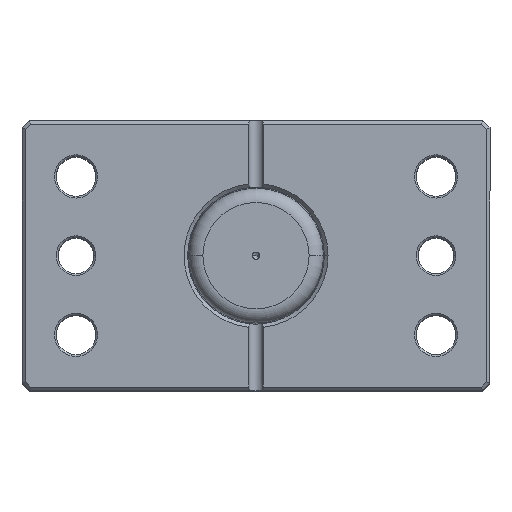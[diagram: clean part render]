
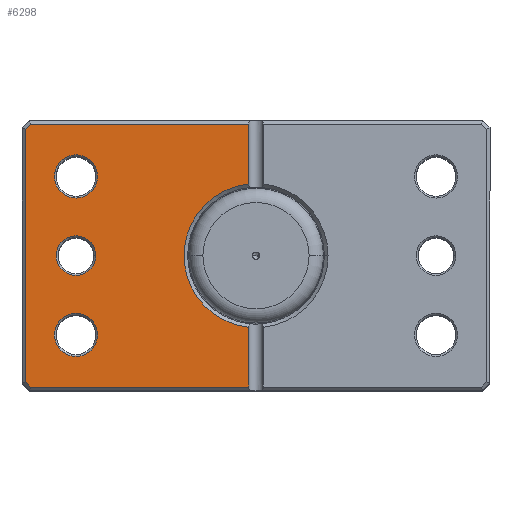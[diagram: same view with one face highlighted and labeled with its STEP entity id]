
A CAD part, top view. The second image highlights one B-rep face of the part: STEP entity #6298.
In plain terms, the highlighted face is planar.
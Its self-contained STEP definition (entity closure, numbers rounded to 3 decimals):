
#398 = LINE ( 'NONE', #5284, #4692 ) ;
#461 = DIRECTION ( 'NONE',  ( 0., 0., 1. ) ) ;
#523 = ORIENTED_EDGE ( 'NONE', *, *, #1204, .T. ) ;
#545 = LINE ( 'NONE', #4033, #3352 ) ;
#617 = ORIENTED_EDGE ( 'NONE', *, *, #1789, .T. ) ;
#687 = AXIS2_PLACEMENT_3D ( 'NONE', #2526, #5346, #6879 ) ;
#697 = AXIS2_PLACEMENT_3D ( 'NONE', #6523, #3224, #7036 ) ;
#796 = VERTEX_POINT ( 'NONE', #2090 ) ;
#834 = AXIS2_PLACEMENT_3D ( 'NONE', #3054, #2618, #2462 ) ;
#884 = EDGE_CURVE ( 'NONE', #6723, #4515, #3749, .T. ) ;
#940 = CARTESIAN_POINT ( 'NONE',  ( 50., 0., 0. ) ) ;
#973 = EDGE_CURVE ( 'NONE', #4849, #2808, #398, .T. ) ;
#1015 = VERTEX_POINT ( 'NONE', #2841 ) ;
#1022 = ORIENTED_EDGE ( 'NONE', *, *, #6363, .T. ) ;
#1085 = EDGE_CURVE ( 'NONE', #5693, #7092, #2502, .T. ) ;
#1159 = CARTESIAN_POINT ( 'NONE',  ( 62.586, 36.5, 0. ) ) ;
#1204 = EDGE_CURVE ( 'NONE', #3532, #5846, #1971, .T. ) ;
#1208 = ORIENTED_EDGE ( 'NONE', *, *, #6427, .T. ) ;
#1213 = VECTOR ( 'NONE', #2550, 1000. ) ;
#1246 = DIRECTION ( 'NONE',  ( 0.707, -0.707, 0. ) ) ;
#1277 = EDGE_LOOP ( 'NONE', ( #2316, #7014 ) ) ;
#1371 = PLANE ( 'NONE',  #6170 ) ;
#1504 = DIRECTION ( 'NONE',  ( 1., 0., 0. ) ) ;
#1505 = ORIENTED_EDGE ( 'NONE', *, *, #4256, .T. ) ;
#1532 = ORIENTED_EDGE ( 'NONE', *, *, #4123, .T. ) ;
#1577 = FACE_BOUND ( 'NONE', #5940, .T. ) ;
#1586 = AXIS2_PLACEMENT_3D ( 'NONE', #5513, #5210, #5103 ) ;
#1659 = ORIENTED_EDGE ( 'NONE', *, *, #3277, .T. ) ;
#1738 = CARTESIAN_POINT ( 'NONE',  ( 55.5, 0., 0. ) ) ;
#1746 = FACE_BOUND ( 'NONE', #2759, .T. ) ;
#1789 = EDGE_CURVE ( 'NONE', #3378, #5693, #3455, .T. ) ;
#1878 = CIRCLE ( 'NONE', #3551, 6. ) ;
#1930 = CARTESIAN_POINT ( 'NONE',  ( 0., 0., 0. ) ) ;
#1951 = VERTEX_POINT ( 'NONE', #5064 ) ;
#1971 = CIRCLE ( 'NONE', #687, 6. ) ;
#2041 = CARTESIAN_POINT ( 'NONE',  ( 44., -22., 0. ) ) ;
#2090 = CARTESIAN_POINT ( 'NONE',  ( 2., -36.5, 0. ) ) ;
#2188 = VECTOR ( 'NONE', #5891, 1000. ) ;
#2225 = CIRCLE ( 'NONE', #1586, 6. ) ;
#2300 = AXIS2_PLACEMENT_3D ( 'NONE', #940, #4853, #1504 ) ;
#2316 = ORIENTED_EDGE ( 'NONE', *, *, #2682, .T. ) ;
#2413 = CARTESIAN_POINT ( 'NONE',  ( 64., -35.086, 0. ) ) ;
#2462 = DIRECTION ( 'NONE',  ( 1., 0., 0. ) ) ;
#2502 = LINE ( 'NONE', #4045, #5474 ) ;
#2526 = CARTESIAN_POINT ( 'NONE',  ( 50., -22., 0. ) ) ;
#2550 = DIRECTION ( 'NONE',  ( 0., -1., 0. ) ) ;
#2570 = CARTESIAN_POINT ( 'NONE',  ( 2., 19.9, 0. ) ) ;
#2587 = VERTEX_POINT ( 'NONE', #4696 ) ;
#2598 = CARTESIAN_POINT ( 'NONE',  ( 44.5, 0., 0. ) ) ;
#2618 = DIRECTION ( 'NONE',  ( 0., 0., 1. ) ) ;
#2682 = EDGE_CURVE ( 'NONE', #1951, #1015, #1878, .T. ) ;
#2759 = EDGE_LOOP ( 'NONE', ( #1208, #4804 ) ) ;
#2781 = CARTESIAN_POINT ( 'NONE',  ( 2., 37.5, 0. ) ) ;
#2795 = ORIENTED_EDGE ( 'NONE', *, *, #3413, .T. ) ;
#2808 = VERTEX_POINT ( 'NONE', #6186 ) ;
#2841 = CARTESIAN_POINT ( 'NONE',  ( 56., 22., 0. ) ) ;
#3054 = CARTESIAN_POINT ( 'NONE',  ( 50., 0., 0. ) ) ;
#3086 = ORIENTED_EDGE ( 'NONE', *, *, #1085, .T. ) ;
#3224 = DIRECTION ( 'NONE',  ( 0., 0., 1. ) ) ;
#3245 = EDGE_LOOP ( 'NONE', ( #2795, #1532, #1505, #617, #3086, #1022, #5243, #6812 ) ) ;
#3277 = EDGE_CURVE ( 'NONE', #5846, #3532, #2225, .T. ) ;
#3352 = VECTOR ( 'NONE', #4587, 1000. ) ;
#3378 = VERTEX_POINT ( 'NONE', #4690 ) ;
#3413 = EDGE_CURVE ( 'NONE', #796, #2587, #4847, .T. ) ;
#3431 = CARTESIAN_POINT ( 'NONE',  ( 0., 36.5, 0. ) ) ;
#3455 = LINE ( 'NONE', #3431, #6069 ) ;
#3532 = VERTEX_POINT ( 'NONE', #3812 ) ;
#3551 = AXIS2_PLACEMENT_3D ( 'NONE', #3664, #3638, #3613 ) ;
#3613 = DIRECTION ( 'NONE',  ( 1., 0., 0. ) ) ;
#3638 = DIRECTION ( 'NONE',  ( 0., 0., 1. ) ) ;
#3664 = CARTESIAN_POINT ( 'NONE',  ( 50., 22., 0. ) ) ;
#3749 = CIRCLE ( 'NONE', #834, 5.5 ) ;
#3812 = CARTESIAN_POINT ( 'NONE',  ( 56., -22., 0. ) ) ;
#3828 = CARTESIAN_POINT ( 'NONE',  ( 0., 0., 0. ) ) ;
#3834 = CIRCLE ( 'NONE', #697, 6. ) ;
#3985 = CARTESIAN_POINT ( 'NONE',  ( 64., 35.086, 0. ) ) ;
#4033 = CARTESIAN_POINT ( 'NONE',  ( 2., 37.5, 0. ) ) ;
#4045 = CARTESIAN_POINT ( 'NONE',  ( 49.543, 49.543, 0. ) ) ;
#4102 = DIRECTION ( 'NONE',  ( 0., 1., 0. ) ) ;
#4123 = EDGE_CURVE ( 'NONE', #2587, #6386, #4562, .T. ) ;
#4223 = CARTESIAN_POINT ( 'NONE',  ( 64., 0., 0. ) ) ;
#4256 = EDGE_CURVE ( 'NONE', #6386, #3378, #545, .T. ) ;
#4378 = DIRECTION ( 'NONE',  ( 1., 0., 0. ) ) ;
#4482 = FACE_OUTER_BOUND ( 'NONE', #3245, .T. ) ;
#4515 = VERTEX_POINT ( 'NONE', #2598 ) ;
#4540 = FACE_BOUND ( 'NONE', #1277, .T. ) ;
#4562 = CIRCLE ( 'NONE', #6040, 20. ) ;
#4587 = DIRECTION ( 'NONE',  ( 0., 1., 0. ) ) ;
#4690 = CARTESIAN_POINT ( 'NONE',  ( 2., 36.5, 0. ) ) ;
#4692 = VECTOR ( 'NONE', #5230, 1000. ) ;
#4696 = CARTESIAN_POINT ( 'NONE',  ( 2., -19.9, 0. ) ) ;
#4727 = DIRECTION ( 'NONE',  ( 0., 0., 1. ) ) ;
#4804 = ORIENTED_EDGE ( 'NONE', *, *, #884, .T. ) ;
#4847 = LINE ( 'NONE', #2781, #6147 ) ;
#4849 = VERTEX_POINT ( 'NONE', #2413 ) ;
#4853 = DIRECTION ( 'NONE',  ( 0., 0., 1. ) ) ;
#5064 = CARTESIAN_POINT ( 'NONE',  ( 44., 22., 0. ) ) ;
#5103 = DIRECTION ( 'NONE',  ( 1., 0., 0. ) ) ;
#5162 = CIRCLE ( 'NONE', #2300, 5.5 ) ;
#5210 = DIRECTION ( 'NONE',  ( 0., 0., 1. ) ) ;
#5230 = DIRECTION ( 'NONE',  ( -0.707, -0.707, 0. ) ) ;
#5243 = ORIENTED_EDGE ( 'NONE', *, *, #973, .T. ) ;
#5284 = CARTESIAN_POINT ( 'NONE',  ( 49.543, -49.543, 0. ) ) ;
#5346 = DIRECTION ( 'NONE',  ( 0., 0., 1. ) ) ;
#5420 = DIRECTION ( 'NONE',  ( 1., 0., 0. ) ) ;
#5474 = VECTOR ( 'NONE', #1246, 1000. ) ;
#5501 = LINE ( 'NONE', #6426, #2188 ) ;
#5513 = CARTESIAN_POINT ( 'NONE',  ( 50., -22., 0. ) ) ;
#5693 = VERTEX_POINT ( 'NONE', #1159 ) ;
#5846 = VERTEX_POINT ( 'NONE', #2041 ) ;
#5872 = EDGE_CURVE ( 'NONE', #1015, #1951, #3834, .T. ) ;
#5891 = DIRECTION ( 'NONE',  ( -1., 0., 0. ) ) ;
#5940 = EDGE_LOOP ( 'NONE', ( #1659, #523 ) ) ;
#6040 = AXIS2_PLACEMENT_3D ( 'NONE', #3828, #461, #4378 ) ;
#6069 = VECTOR ( 'NONE', #5420, 1000. ) ;
#6147 = VECTOR ( 'NONE', #4102, 1000. ) ;
#6170 = AXIS2_PLACEMENT_3D ( 'NONE', #1930, #4727, #6380 ) ;
#6186 = CARTESIAN_POINT ( 'NONE',  ( 62.586, -36.5, 0. ) ) ;
#6298 = ADVANCED_FACE ( 'NONE', ( #1746, #1577, #4540, #4482 ), #1371, .F. ) ;
#6363 = EDGE_CURVE ( 'NONE', #7092, #4849, #6924, .T. ) ;
#6380 = DIRECTION ( 'NONE',  ( 1., 0., 0. ) ) ;
#6386 = VERTEX_POINT ( 'NONE', #2570 ) ;
#6426 = CARTESIAN_POINT ( 'NONE',  ( 0., -36.5, 0. ) ) ;
#6427 = EDGE_CURVE ( 'NONE', #4515, #6723, #5162, .T. ) ;
#6523 = CARTESIAN_POINT ( 'NONE',  ( 50., 22., 0. ) ) ;
#6723 = VERTEX_POINT ( 'NONE', #1738 ) ;
#6812 = ORIENTED_EDGE ( 'NONE', *, *, #6914, .T. ) ;
#6879 = DIRECTION ( 'NONE',  ( 1., 0., 0. ) ) ;
#6914 = EDGE_CURVE ( 'NONE', #2808, #796, #5501, .T. ) ;
#6924 = LINE ( 'NONE', #4223, #1213 ) ;
#7014 = ORIENTED_EDGE ( 'NONE', *, *, #5872, .T. ) ;
#7036 = DIRECTION ( 'NONE',  ( 1., 0., 0. ) ) ;
#7092 = VERTEX_POINT ( 'NONE', #3985 ) ;
